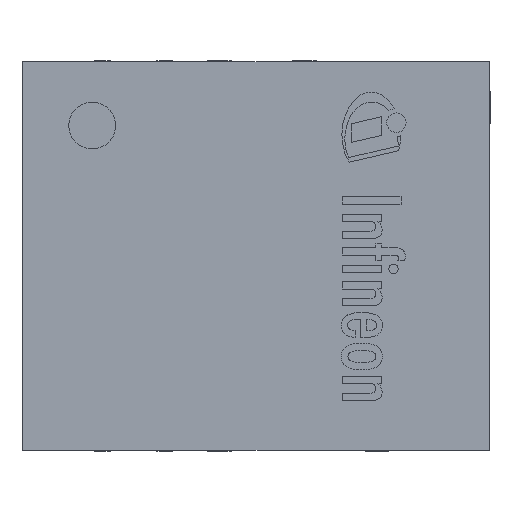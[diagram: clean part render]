
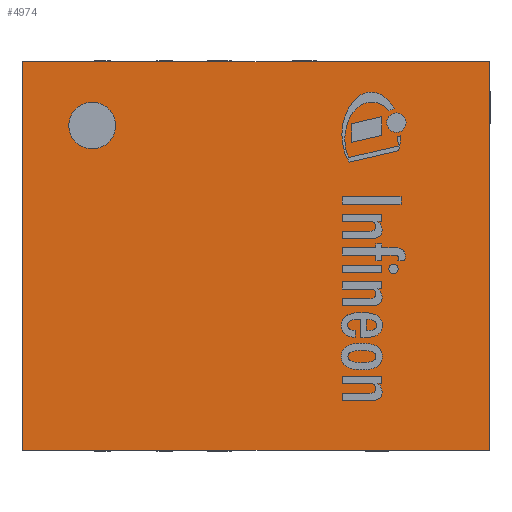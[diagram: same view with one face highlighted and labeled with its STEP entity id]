
A CAD part, top view. The second image highlights one B-rep face of the part: STEP entity #4974.
In plain terms, the highlighted planar face has unit normal (0, 0, 1).
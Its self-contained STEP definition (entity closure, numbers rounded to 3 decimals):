
#18=FACE_BOUND('',#804,.T.);
#74=CIRCLE('',#5292,0.3);
#510=FACE_OUTER_BOUND('',#803,.T.);
#803=EDGE_LOOP('',(#3623,#3624,#3625,#3626));
#804=EDGE_LOOP('',(#3627));
#1205=LINE('',#7702,#1702);
#1206=LINE('',#7704,#1703);
#1207=LINE('',#7706,#1704);
#1208=LINE('',#7707,#1705);
#1702=VECTOR('',#6099,1.);
#1703=VECTOR('',#6100,1.);
#1704=VECTOR('',#6101,1.);
#1705=VECTOR('',#6102,1.);
#2141=VERTEX_POINT('',#7694);
#2143=VERTEX_POINT('',#7700);
#2144=VERTEX_POINT('',#7701);
#2145=VERTEX_POINT('',#7703);
#2146=VERTEX_POINT('',#7705);
#2697=EDGE_CURVE('',#2141,#2141,#74,.T.);
#2699=EDGE_CURVE('',#2143,#2144,#1205,.T.);
#2700=EDGE_CURVE('',#2145,#2143,#1206,.T.);
#2701=EDGE_CURVE('',#2146,#2145,#1207,.T.);
#2702=EDGE_CURVE('',#2144,#2146,#1208,.T.);
#3623=ORIENTED_EDGE('',*,*,#2699,.F.);
#3624=ORIENTED_EDGE('',*,*,#2700,.F.);
#3625=ORIENTED_EDGE('',*,*,#2701,.F.);
#3626=ORIENTED_EDGE('',*,*,#2702,.F.);
#3627=ORIENTED_EDGE('',*,*,#2697,.T.);
#4799=PLANE('',#5295);
#4974=ADVANCED_FACE('',(#510,#18),#4799,.T.);
#5292=AXIS2_PLACEMENT_3D('',#7695,#6091,#6092);
#5295=AXIS2_PLACEMENT_3D('',#7699,#6097,#6098);
#6091=DIRECTION('center_axis',(0.,0.,-1.));
#6092=DIRECTION('ref_axis',(-1.,0.,0.));
#6097=DIRECTION('center_axis',(0.,0.,1.));
#6098=DIRECTION('ref_axis',(1.,0.,0.));
#6099=DIRECTION('',(1.,0.,0.));
#6100=DIRECTION('',(0.,1.,0.));
#6101=DIRECTION('',(-1.,0.,0.));
#6102=DIRECTION('',(0.,-1.,0.));
#7694=CARTESIAN_POINT('',(-1.8,1.671,1.));
#7695=CARTESIAN_POINT('Origin',(-2.1,1.671,1.));
#7699=CARTESIAN_POINT('Origin',(0.029,0.035,1.));
#7700=CARTESIAN_POINT('',(-2.99,2.49,1.));
#7701=CARTESIAN_POINT('',(2.99,2.49,1.));
#7702=CARTESIAN_POINT('',(1.51,2.49,1.));
#7703=CARTESIAN_POINT('',(-2.99,-2.49,1.));
#7704=CARTESIAN_POINT('',(-2.99,1.262,1.));
#7705=CARTESIAN_POINT('',(2.99,-2.49,1.));
#7706=CARTESIAN_POINT('',(-1.48,-2.49,1.));
#7707=CARTESIAN_POINT('',(2.99,-1.228,1.));
